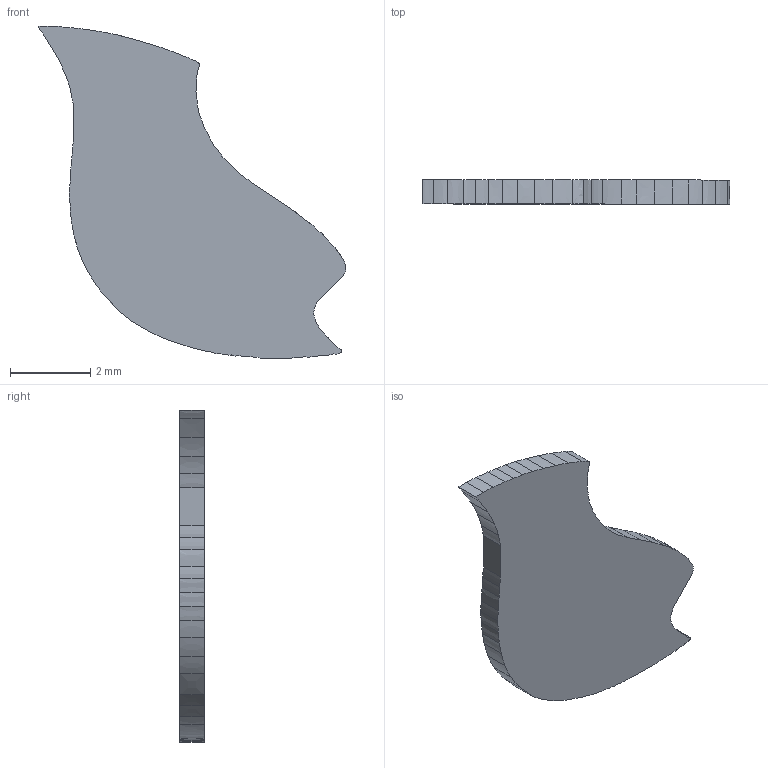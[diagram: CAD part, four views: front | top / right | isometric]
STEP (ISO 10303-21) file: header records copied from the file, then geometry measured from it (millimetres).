
FILE_DESCRIPTION(('FreeCAD Model'),'2;1');
FILE_NAME('Open CASCADE Shape Model','2025-08-12T00:57:59',(''),(''), 'Open CASCADE STEP processor 7.8','FreeCAD','Unknown');
FILE_SCHEMA(('AUTOMOTIVE_DESIGN { 1 0 10303 214 1 1 1 1 }'));
Length unit declared in the file: millimetre
Products named in the file (1): Arm_goose_cheek
Bounding box: 7.65 x 0.6 x 8.25 mm (x, y, z)
Volume: 21.3 mm3; surface area: 87.3 mm2
Topology: 1 solids, 1 shells, 62 faces, 180 edges, 120 vertices
Faces by surface type: extrusion 60, plane 2
Entity records: 4786 total; most frequent: CARTESIAN_POINT 1623, DIRECTION 366, ORIENTED_EDGE 360, VECTOR 360, PCURVE 360, DEFINITIONAL_REPRESENTATION 360, LINE 300, B_SPLINE_CURVE_WITH_KNOTS 300
